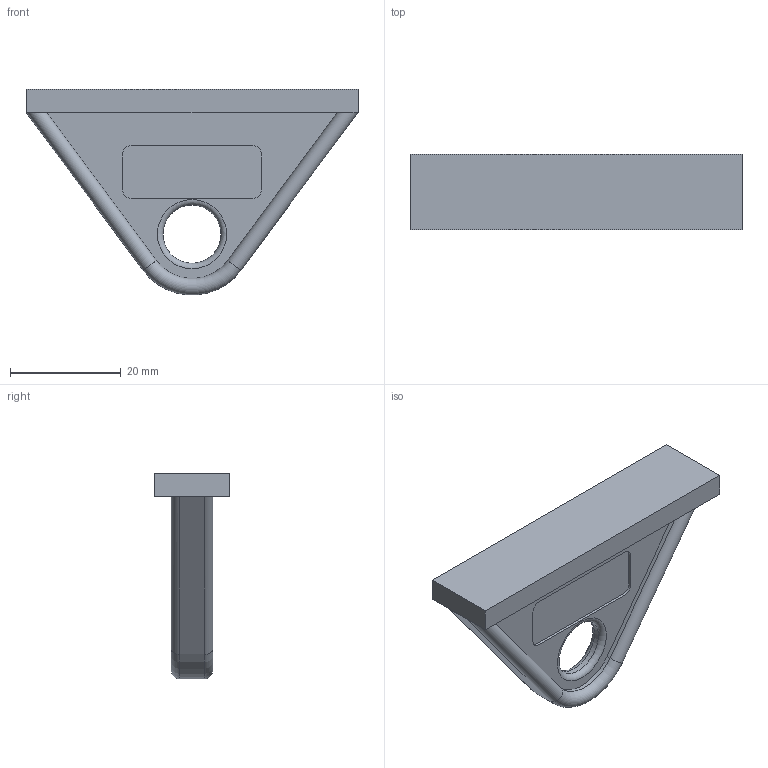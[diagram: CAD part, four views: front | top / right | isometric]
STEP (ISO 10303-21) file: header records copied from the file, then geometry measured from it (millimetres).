
FILE_DESCRIPTION(/* description */ (''),/* implementation_level */ '2;1');
FILE_NAME(/* name */ '71-200-0.stp',/* time_stamp */ '2024-08-15T08:39:19-04:00',/* author */ ('esanner'),/* organization */ (''),/* preprocessor_version */ 'ST-DEVELOPER v19',/* originating_system */ 'AutoCAD Mechanical',/* authorisation */ '');
FILE_SCHEMA (('AUTOMOTIVE_DESIGN { 1 0 10303 214 3 1 1 }'));
Length unit declared in the file: millimetre
Products named in the file (1): Product
Bounding box: 60 x 13.6 x 37.16 mm (x, y, z)
Volume: 7408 mm3; surface area: 5165.4 mm2
Topology: 1 solids, 1 shells, 46 faces, 113 edges, 72 vertices
Faces by surface type: plane 26, cylinder 16, torus 4
Full cylindrical faces by diameter (mm): 10.5 x1
Entity records: 1448 total; most frequent: CARTESIAN_POINT 304, DIRECTION 243, ORIENTED_EDGE 226, EDGE_CURVE 113, AXIS2_PLACEMENT_3D 87, VERTEX_POINT 72, LINE 69, VECTOR 69
